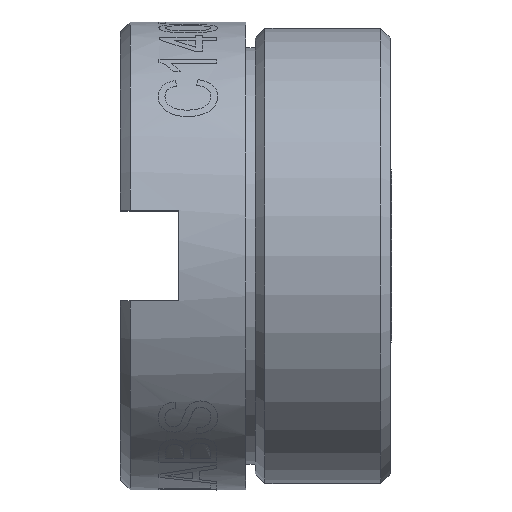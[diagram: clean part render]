
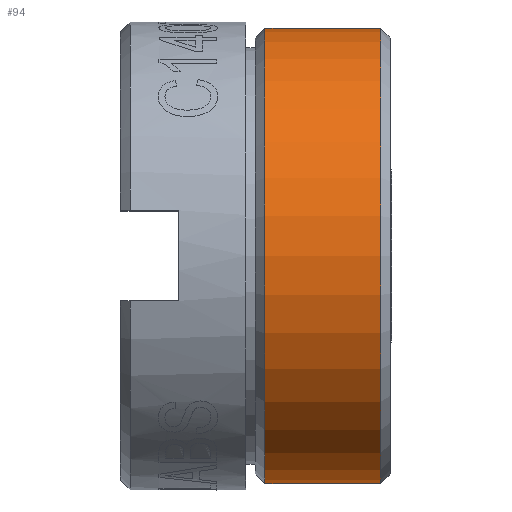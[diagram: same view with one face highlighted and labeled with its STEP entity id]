
A CAD part, top view. The second image highlights one B-rep face of the part: STEP entity #94.
In plain terms, the highlighted cylindrical face has radius 3 mm (diameter 6 mm), a partial arc.
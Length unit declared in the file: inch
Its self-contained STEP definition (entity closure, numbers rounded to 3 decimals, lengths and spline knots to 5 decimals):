
#94 = ADVANCED_FACE ( 'NONE', ( #229 ), #248, .T. ) ;
#229 = FACE_OUTER_BOUND ( 'NONE', #965, .T. ) ;
#248 = CYLINDRICAL_SURFACE ( 'NONE', #2660, 0.11811 ) ;
#444 = CARTESIAN_POINT ( 'NONE',  ( 0.005, 0.11811, 0. ) ) ;
#571 = CARTESIAN_POINT ( 'NONE',  ( 0.065, 0.11811, 0. ) ) ;
#611 = CARTESIAN_POINT ( 'NONE',  ( 0.005, -0.11811, 0. ) ) ;
#639 = CARTESIAN_POINT ( 'NONE',  ( 0.065, -0.11811, 0. ) ) ;
#965 = EDGE_LOOP ( 'NONE', ( #1659, #1664, #1665, #1667 ) ) ;
#1659 = ORIENTED_EDGE ( 'NONE', *, *, #4781, .T. ) ;
#1664 = ORIENTED_EDGE ( 'NONE', *, *, #4784, .T. ) ;
#1665 = ORIENTED_EDGE ( 'NONE', *, *, #5085, .F. ) ;
#1667 = ORIENTED_EDGE ( 'NONE', *, *, #3631, .F. ) ;
#1797 = VERTEX_POINT ( 'NONE', #444 ) ;
#1826 = VERTEX_POINT ( 'NONE', #639 ) ;
#1847 = VERTEX_POINT ( 'NONE', #611 ) ;
#1878 = VERTEX_POINT ( 'NONE', #571 ) ;
#2034 = CARTESIAN_POINT ( 'NONE',  ( -0.07, 0., 0. ) ) ;
#2036 = DIRECTION ( 'NONE',  ( -1., 0., 0. ) ) ;
#2038 = DIRECTION ( 'NONE',  ( 0., -1., 0. ) ) ;
#2416 = CARTESIAN_POINT ( 'NONE',  ( 0.065, 0., 0. ) ) ;
#2417 = DIRECTION ( 'NONE',  ( -1., 0., 0. ) ) ;
#2418 = DIRECTION ( 'NONE',  ( 0., -1., 0. ) ) ;
#2419 = CARTESIAN_POINT ( 'NONE',  ( -0.07, 0.11811, 0. ) ) ;
#2426 = DIRECTION ( 'NONE',  ( -1., 0., 0. ) ) ;
#2654 = CARTESIAN_POINT ( 'NONE',  ( 0.005, 0., 0. ) ) ;
#2656 = DIRECTION ( 'NONE',  ( -1., 0., 0. ) ) ;
#2657 = DIRECTION ( 'NONE',  ( 0., -1., 0. ) ) ;
#2660 = AXIS2_PLACEMENT_3D ( 'NONE', #2034, #2036, #2038 ) ;
#2831 = AXIS2_PLACEMENT_3D ( 'NONE', #2416, #2417, #2418 ) ;
#2851 = AXIS2_PLACEMENT_3D ( 'NONE', #2654, #2656, #2657 ) ;
#3631 = EDGE_CURVE ( 'NONE', #1826, #1847, #5468, .T. ) ;
#4781 = EDGE_CURVE ( 'NONE', #1826, #1878, #5558, .T. ) ;
#4784 = EDGE_CURVE ( 'NONE', #1878, #1797, #5560, .T. ) ;
#5085 = EDGE_CURVE ( 'NONE', #1847, #1797, #5613, .T. ) ;
#5468 = LINE ( 'NONE', #5857, #5475 ) ;
#5475 = VECTOR ( 'NONE', #5867, 39.37008 ) ;
#5558 = CIRCLE ( 'NONE', #2831, 0.11811 ) ;
#5560 = LINE ( 'NONE', #2419, #5564 ) ;
#5564 = VECTOR ( 'NONE', #2426, 39.37008 ) ;
#5613 = CIRCLE ( 'NONE', #2851, 0.11811 ) ;
#5857 = CARTESIAN_POINT ( 'NONE',  ( -0.07, -0.11811, 0. ) ) ;
#5867 = DIRECTION ( 'NONE',  ( -1., 0., 0. ) ) ;
